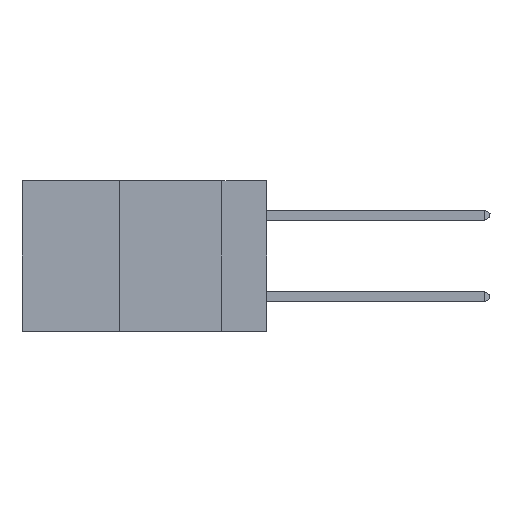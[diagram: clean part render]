
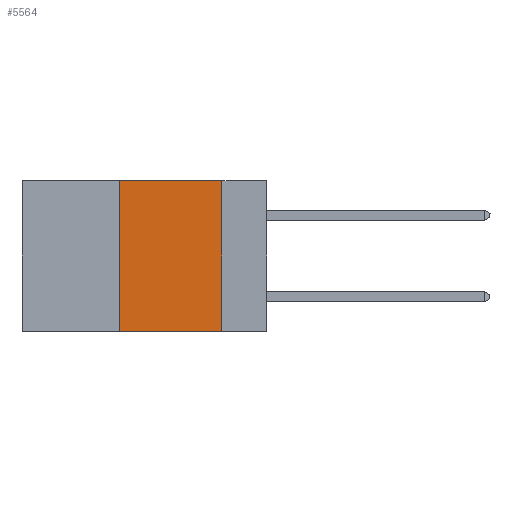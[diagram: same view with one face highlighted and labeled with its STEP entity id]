
A CAD part, left-side view. The second image highlights one B-rep face of the part: STEP entity #5564.
In plain terms, the highlighted planar face has unit normal (-1, 0, 0).
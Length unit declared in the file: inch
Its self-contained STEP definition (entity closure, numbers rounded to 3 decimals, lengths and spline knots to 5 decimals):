
#2522 = VECTOR ( 'NONE', #20678, 39.37008 ) ;
#2803 = CARTESIAN_POINT ( 'NONE',  ( 0., 0.36, -0.37 ) ) ;
#2940 = LINE ( 'NONE', #9757, #2522 ) ;
#4137 = AXIS2_PLACEMENT_3D ( 'NONE', #21733, #16432, #21958 ) ;
#5284 = VECTOR ( 'NONE', #20637, 39.37008 ) ;
#5564 = ADVANCED_FACE ( 'NONE', ( #22984 ), #30101, .F. ) ;
#6533 = CARTESIAN_POINT ( 'NONE',  ( 0., 0.11, -0.37 ) ) ;
#6981 = EDGE_CURVE ( 'NONE', #16105, #26597, #28048, .T. ) ;
#8632 = ORIENTED_EDGE ( 'NONE', *, *, #32916, .F. ) ;
#9302 = DIRECTION ( 'NONE',  ( 0., -1., 0. ) ) ;
#9746 = EDGE_CURVE ( 'NONE', #22245, #22757, #2940, .T. ) ;
#9757 = CARTESIAN_POINT ( 'NONE',  ( 0., 0.11, 0. ) ) ;
#14849 = CARTESIAN_POINT ( 'NONE',  ( 0., 0.36, 0. ) ) ;
#15296 = CARTESIAN_POINT ( 'NONE',  ( 0., 0.6, 0. ) ) ;
#15699 = CARTESIAN_POINT ( 'NONE',  ( 0., 0.11, 0. ) ) ;
#16105 = VERTEX_POINT ( 'NONE', #2803 ) ;
#16432 = DIRECTION ( 'NONE',  ( 1., 0., 0. ) ) ;
#18222 = LINE ( 'NONE', #15296, #20395 ) ;
#18964 = CARTESIAN_POINT ( 'NONE',  ( 0., 0.36, 0. ) ) ;
#19966 = ORIENTED_EDGE ( 'NONE', *, *, #9746, .F. ) ;
#20226 = CARTESIAN_POINT ( 'NONE',  ( 0., 0.6, -0.37 ) ) ;
#20395 = VECTOR ( 'NONE', #26373, 39.37008 ) ;
#20637 = DIRECTION ( 'NONE',  ( 0., 0., 1. ) ) ;
#20678 = DIRECTION ( 'NONE',  ( 0., 0., -1. ) ) ;
#21733 = CARTESIAN_POINT ( 'NONE',  ( 0., 0.6, 0. ) ) ;
#21958 = DIRECTION ( 'NONE',  ( 0., 0., -1. ) ) ;
#22245 = VERTEX_POINT ( 'NONE', #15699 ) ;
#22757 = VERTEX_POINT ( 'NONE', #6533 ) ;
#22984 = FACE_OUTER_BOUND ( 'NONE', #27128, .T. ) ;
#24526 = ORIENTED_EDGE ( 'NONE', *, *, #6981, .F. ) ;
#26373 = DIRECTION ( 'NONE',  ( 0., -1., 0. ) ) ;
#26597 = VERTEX_POINT ( 'NONE', #18964 ) ;
#27128 = EDGE_LOOP ( 'NONE', ( #19966, #8632, #24526, #31939 ) ) ;
#28048 = LINE ( 'NONE', #14849, #5284 ) ;
#29338 = LINE ( 'NONE', #20226, #30972 ) ;
#30101 = PLANE ( 'NONE',  #4137 ) ;
#30972 = VECTOR ( 'NONE', #9302, 39.37008 ) ;
#31939 = ORIENTED_EDGE ( 'NONE', *, *, #34865, .T. ) ;
#32916 = EDGE_CURVE ( 'NONE', #26597, #22245, #18222, .T. ) ;
#34865 = EDGE_CURVE ( 'NONE', #16105, #22757, #29338, .T. ) ;
